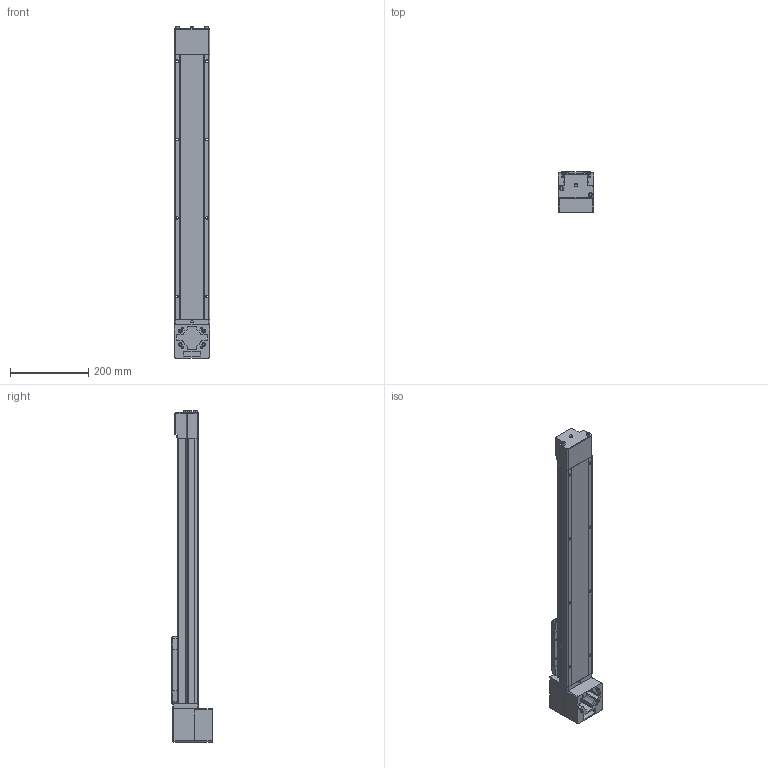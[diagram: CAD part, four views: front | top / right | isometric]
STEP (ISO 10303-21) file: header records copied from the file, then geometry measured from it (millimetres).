
FILE_DESCRIPTION (( 'STEP AP214' ), '1' );
FILE_NAME ('LEFB40UNUS-500.STEP', '2018-05-24T02:39:17', ( 'SONIC' ), ( 'UNITCOM PC' ), 'SwSTEP 2.0', 'SolidWorks 2015', '' );
FILE_SCHEMA (( 'AUTOMOTIVE_DESIGN' ));
Length unit declared in the file: millimetre
Products named in the file (6): LEFB40UNUS-500_Motor_Mount_40NZ; LEFB40UNUS-500_LEFB_Table_40; LEFB40UNUS-500_Housing_B_40; LEFB40UNUS-500_Housing_A_40; LEFB40UNUS-500_LEFB_Body_40; LEFB40UNUS-500
Assembly tree (5 placements, depth 2):
  LEFB40UNUS-500
    LEFB40UNUS-500_LEFB_Body_40
    LEFB40UNUS-500_Housing_A_40
    LEFB40UNUS-500_Housing_B_40
    LEFB40UNUS-500_LEFB_Table_40
    LEFB40UNUS-500_Motor_Mount_40NZ
Bounding box: 90 x 103 x 847.5 mm (x, y, z)
Volume: 3866775.6 mm3; surface area: 352411.7 mm2
Topology: 5 solids, 5 shells, 603 faces, 1554 edges, 1007 vertices
Faces by surface type: plane 326, cylinder 213, cone 26, bspline 20, torus 16, sphere 2
Entity records: 23930 total; most frequent: CARTESIAN_POINT 6912, ORIENTED_EDGE 3084, DIRECTION 2978, EDGE_CURVE 1542, AXIS2_PLACEMENT_3D 1031, VERTEX_POINT 1007, VECTOR 916, LINE 916
